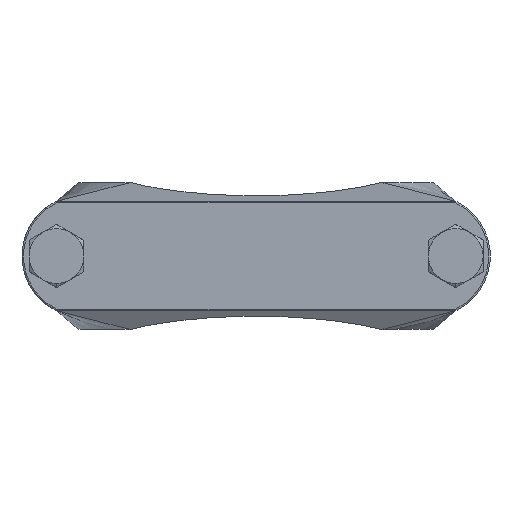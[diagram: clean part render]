
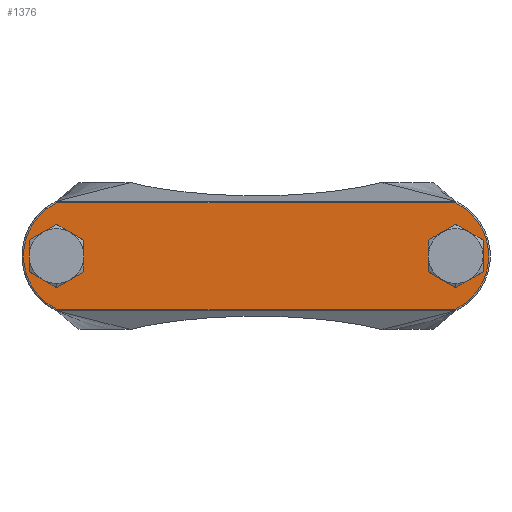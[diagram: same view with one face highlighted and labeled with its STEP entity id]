
A CAD part, front view. The second image highlights one B-rep face of the part: STEP entity #1376.
In plain terms, the highlighted planar face has unit normal (0, -1, 0).
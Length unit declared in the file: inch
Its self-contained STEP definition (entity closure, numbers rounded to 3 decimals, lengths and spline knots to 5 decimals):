
#24 = LINE ( 'NONE', #2230, #2021 ) ;
#25 = AXIS2_PLACEMENT_3D ( 'NONE', #1988, #787, #1157 ) ;
#66 = DIRECTION ( 'NONE',  ( -1., 0., 0. ) ) ;
#82 = VECTOR ( 'NONE', #1378, 39.37008 ) ;
#111 = LINE ( 'NONE', #1965, #82 ) ;
#118 = VERTEX_POINT ( 'NONE', #760 ) ;
#124 = AXIS2_PLACEMENT_3D ( 'NONE', #1406, #235, #812 ) ;
#138 = VECTOR ( 'NONE', #66, 39.37008 ) ;
#155 = CARTESIAN_POINT ( 'NONE',  ( -1.37575, -0.917, 0.1263 ) ) ;
#174 = LINE ( 'NONE', #2117, #2220 ) ;
#235 = DIRECTION ( 'NONE',  ( 0., -1., 0. ) ) ;
#251 = EDGE_CURVE ( 'NONE', #869, #2118, #1888, .T. ) ;
#307 = ORIENTED_EDGE ( 'NONE', *, *, #1015, .F. ) ;
#331 = ORIENTED_EDGE ( 'NONE', *, *, #1224, .F. ) ;
#357 = ORIENTED_EDGE ( 'NONE', *, *, #1746, .F. ) ;
#366 = DIRECTION ( 'NONE',  ( 1., 0., 0. ) ) ;
#382 = VECTOR ( 'NONE', #955, 39.37008 ) ;
#407 = CARTESIAN_POINT ( 'NONE',  ( 1.37575, -0.917, 0.1263 ) ) ;
#422 = CARTESIAN_POINT ( 'NONE',  ( -1.81325, -0.917, 0.1263 ) ) ;
#479 = EDGE_CURVE ( 'NONE', #2061, #869, #2308, .T. ) ;
#534 = EDGE_CURVE ( 'NONE', #733, #2054, #974, .T. ) ;
#559 = CARTESIAN_POINT ( 'NONE',  ( 1.59611, -0.917, -0.425 ) ) ;
#560 = CARTESIAN_POINT ( 'NONE',  ( 1.5945, -0.917, 0.25259 ) ) ;
#561 = DIRECTION ( 'NONE',  ( 0., -1., 0. ) ) ;
#567 = CARTESIAN_POINT ( 'NONE',  ( 1.81325, -0.917, -0.1263 ) ) ;
#568 = DIRECTION ( 'NONE',  ( 0., 0., -1. ) ) ;
#571 = CIRCLE ( 'NONE', #25, 0.47351 ) ;
#595 = CARTESIAN_POINT ( 'NONE',  ( -1.5945, -0.917, -0.25259 ) ) ;
#620 = VERTEX_POINT ( 'NONE', #2400 ) ;
#638 = FACE_OUTER_BOUND ( 'NONE', #2150, .T. ) ;
#666 = VECTOR ( 'NONE', #1604, 39.37008 ) ;
#675 = VERTEX_POINT ( 'NONE', #994 ) ;
#688 = DIRECTION ( 'NONE',  ( -0.866, 0., -0.5 ) ) ;
#706 = ORIENTED_EDGE ( 'NONE', *, *, #479, .F. ) ;
#733 = VERTEX_POINT ( 'NONE', #2348 ) ;
#759 = CARTESIAN_POINT ( 'NONE',  ( -1.37575, -0.917, -0.1263 ) ) ;
#760 = CARTESIAN_POINT ( 'NONE',  ( 1.59334, -0.917, 0.425 ) ) ;
#767 = VERTEX_POINT ( 'NONE', #1137 ) ;
#787 = DIRECTION ( 'NONE',  ( 0., -1., 0. ) ) ;
#798 = VERTEX_POINT ( 'NONE', #2129 ) ;
#809 = CARTESIAN_POINT ( 'NONE',  ( -1.81325, -0.917, -0.1263 ) ) ;
#812 = DIRECTION ( 'NONE',  ( 0., 0., -1. ) ) ;
#842 = EDGE_CURVE ( 'NONE', #2583, #2061, #1106, .T. ) ;
#851 = EDGE_CURVE ( 'NONE', #2054, #118, #571, .T. ) ;
#869 = VERTEX_POINT ( 'NONE', #1980 ) ;
#876 = CARTESIAN_POINT ( 'NONE',  ( -1.37575, -0.917, -0.1263 ) ) ;
#931 = ORIENTED_EDGE ( 'NONE', *, *, #1649, .T. ) ;
#933 = VERTEX_POINT ( 'NONE', #1413 ) ;
#937 = EDGE_CURVE ( 'NONE', #1987, #2182, #1646, .T. ) ;
#942 = LINE ( 'NONE', #595, #1450 ) ;
#953 = ORIENTED_EDGE ( 'NONE', *, *, #1183, .F. ) ;
#955 = DIRECTION ( 'NONE',  ( -0.866, 0., 0.5 ) ) ;
#974 = LINE ( 'NONE', #559, #2488 ) ;
#994 = CARTESIAN_POINT ( 'NONE',  ( 1.5945, -0.917, 0.25259 ) ) ;
#1015 = EDGE_CURVE ( 'NONE', #1028, #767, #24, .T. ) ;
#1028 = VERTEX_POINT ( 'NONE', #407 ) ;
#1029 = AXIS2_PLACEMENT_3D ( 'NONE', #1765, #561, #568 ) ;
#1049 = ORIENTED_EDGE ( 'NONE', *, *, #2561, .F. ) ;
#1106 = LINE ( 'NONE', #759, #1986 ) ;
#1137 = CARTESIAN_POINT ( 'NONE',  ( 1.37575, -0.917, -0.1263 ) ) ;
#1157 = DIRECTION ( 'NONE',  ( 0., 0., -1. ) ) ;
#1178 = CARTESIAN_POINT ( 'NONE',  ( -1.81325, -0.917, 0.1263 ) ) ;
#1183 = EDGE_CURVE ( 'NONE', #767, #620, #111, .T. ) ;
#1194 = LINE ( 'NONE', #560, #2015 ) ;
#1224 = EDGE_CURVE ( 'NONE', #2118, #1987, #2486, .T. ) ;
#1241 = ORIENTED_EDGE ( 'NONE', *, *, #1546, .F. ) ;
#1256 = CARTESIAN_POINT ( 'NONE',  ( -1.5945, -0.917, 0.25259 ) ) ;
#1286 = CARTESIAN_POINT ( 'NONE',  ( -1.5945, -0.917, -0.25259 ) ) ;
#1294 = VECTOR ( 'NONE', #688, 39.37008 ) ;
#1333 = DIRECTION ( 'NONE',  ( -0.866, 0., 0.5 ) ) ;
#1376 = ADVANCED_FACE ( 'NONE', ( #638, #2307, #2209 ), #1559, .T. ) ;
#1378 = DIRECTION ( 'NONE',  ( 0.866, 0., -0.5 ) ) ;
#1406 = CARTESIAN_POINT ( 'NONE',  ( -1.38457, -0.917, 0. ) ) ;
#1411 = CARTESIAN_POINT ( 'NONE',  ( -1.37575, -0.917, 0.1263 ) ) ;
#1413 = CARTESIAN_POINT ( 'NONE',  ( 1.81325, -0.917, 0.1263 ) ) ;
#1429 = ORIENTED_EDGE ( 'NONE', *, *, #842, .F. ) ;
#1431 = CARTESIAN_POINT ( 'NONE',  ( 1.5945, -0.917, -0.25259 ) ) ;
#1450 = VECTOR ( 'NONE', #2570, 39.37008 ) ;
#1462 = CARTESIAN_POINT ( 'NONE',  ( -1.59611, -0.917, 0.425 ) ) ;
#1536 = LINE ( 'NONE', #1431, #666 ) ;
#1546 = EDGE_CURVE ( 'NONE', #2182, #2583, #942, .T. ) ;
#1559 = PLANE ( 'NONE',  #1029 ) ;
#1572 = VECTOR ( 'NONE', #2374, 39.37008 ) ;
#1604 = DIRECTION ( 'NONE',  ( 0.866, 0., 0.5 ) ) ;
#1612 = VECTOR ( 'NONE', #2415, 39.37008 ) ;
#1619 = ORIENTED_EDGE ( 'NONE', *, *, #2289, .F. ) ;
#1646 = LINE ( 'NONE', #2421, #1612 ) ;
#1649 = EDGE_CURVE ( 'NONE', #798, #733, #1762, .T. ) ;
#1655 = ORIENTED_EDGE ( 'NONE', *, *, #937, .F. ) ;
#1720 = ORIENTED_EDGE ( 'NONE', *, *, #534, .T. ) ;
#1746 = EDGE_CURVE ( 'NONE', #2257, #933, #2483, .T. ) ;
#1762 = CIRCLE ( 'NONE', #124, 0.47351 ) ;
#1765 = CARTESIAN_POINT ( 'NONE',  ( -1.38457, -0.917, 0. ) ) ;
#1792 = VECTOR ( 'NONE', #2038, 39.37008 ) ;
#1793 = DIRECTION ( 'NONE',  ( 0., 0., 1. ) ) ;
#1801 = ORIENTED_EDGE ( 'NONE', *, *, #1926, .T. ) ;
#1880 = EDGE_CURVE ( 'NONE', #620, #2257, #1536, .T. ) ;
#1888 = LINE ( 'NONE', #1256, #1294 ) ;
#1926 = EDGE_CURVE ( 'NONE', #118, #798, #2391, .T. ) ;
#1965 = CARTESIAN_POINT ( 'NONE',  ( 1.37575, -0.917, -0.1263 ) ) ;
#1969 = EDGE_LOOP ( 'NONE', ( #1049, #357, #2553, #953, #307, #1619 ) ) ;
#1980 = CARTESIAN_POINT ( 'NONE',  ( -1.5945, -0.917, 0.25259 ) ) ;
#1986 = VECTOR ( 'NONE', #1793, 39.37008 ) ;
#1987 = VERTEX_POINT ( 'NONE', #809 ) ;
#1988 = CARTESIAN_POINT ( 'NONE',  ( 1.38457, -0.917, 0. ) ) ;
#2015 = VECTOR ( 'NONE', #2387, 39.37008 ) ;
#2021 = VECTOR ( 'NONE', #2431, 39.37008 ) ;
#2038 = DIRECTION ( 'NONE',  ( 0., 0., 1. ) ) ;
#2042 = CARTESIAN_POINT ( 'NONE',  ( 1.81325, -0.917, -0.1263 ) ) ;
#2054 = VERTEX_POINT ( 'NONE', #2224 ) ;
#2061 = VERTEX_POINT ( 'NONE', #1411 ) ;
#2117 = CARTESIAN_POINT ( 'NONE',  ( 1.81325, -0.917, 0.1263 ) ) ;
#2118 = VERTEX_POINT ( 'NONE', #422 ) ;
#2128 = ORIENTED_EDGE ( 'NONE', *, *, #851, .T. ) ;
#2129 = CARTESIAN_POINT ( 'NONE',  ( -1.59334, -0.917, 0.425 ) ) ;
#2150 = EDGE_LOOP ( 'NONE', ( #1801, #931, #1720, #2128 ) ) ;
#2182 = VERTEX_POINT ( 'NONE', #1286 ) ;
#2209 = FACE_BOUND ( 'NONE', #2282, .T. ) ;
#2220 = VECTOR ( 'NONE', #1333, 39.37008 ) ;
#2224 = CARTESIAN_POINT ( 'NONE',  ( 1.59334, -0.917, -0.425 ) ) ;
#2230 = CARTESIAN_POINT ( 'NONE',  ( 1.37575, -0.917, 0.1263 ) ) ;
#2257 = VERTEX_POINT ( 'NONE', #567 ) ;
#2282 = EDGE_LOOP ( 'NONE', ( #706, #1429, #1241, #1655, #331, #2343 ) ) ;
#2289 = EDGE_CURVE ( 'NONE', #675, #1028, #1194, .T. ) ;
#2307 = FACE_BOUND ( 'NONE', #1969, .T. ) ;
#2308 = LINE ( 'NONE', #155, #382 ) ;
#2343 = ORIENTED_EDGE ( 'NONE', *, *, #251, .F. ) ;
#2348 = CARTESIAN_POINT ( 'NONE',  ( -1.59334, -0.917, -0.425 ) ) ;
#2374 = DIRECTION ( 'NONE',  ( 0., 0., -1. ) ) ;
#2387 = DIRECTION ( 'NONE',  ( -0.866, 0., -0.5 ) ) ;
#2391 = LINE ( 'NONE', #1462, #138 ) ;
#2400 = CARTESIAN_POINT ( 'NONE',  ( 1.5945, -0.917, -0.25259 ) ) ;
#2415 = DIRECTION ( 'NONE',  ( 0.866, 0., -0.5 ) ) ;
#2421 = CARTESIAN_POINT ( 'NONE',  ( -1.81325, -0.917, -0.1263 ) ) ;
#2431 = DIRECTION ( 'NONE',  ( 0., 0., -1. ) ) ;
#2483 = LINE ( 'NONE', #2042, #1792 ) ;
#2486 = LINE ( 'NONE', #1178, #1572 ) ;
#2488 = VECTOR ( 'NONE', #366, 39.37008 ) ;
#2553 = ORIENTED_EDGE ( 'NONE', *, *, #1880, .F. ) ;
#2561 = EDGE_CURVE ( 'NONE', #933, #675, #174, .T. ) ;
#2570 = DIRECTION ( 'NONE',  ( 0.866, 0., 0.5 ) ) ;
#2583 = VERTEX_POINT ( 'NONE', #876 ) ;
